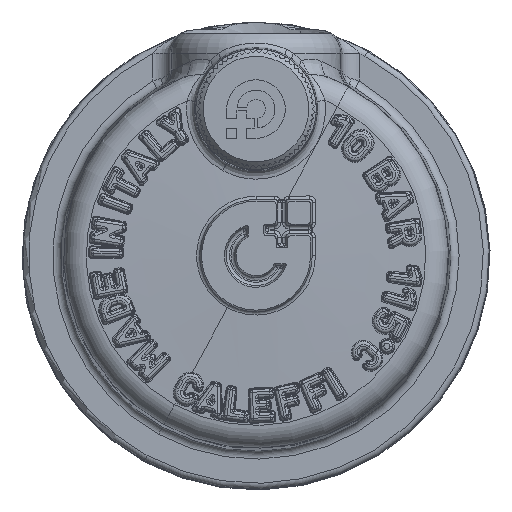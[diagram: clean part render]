
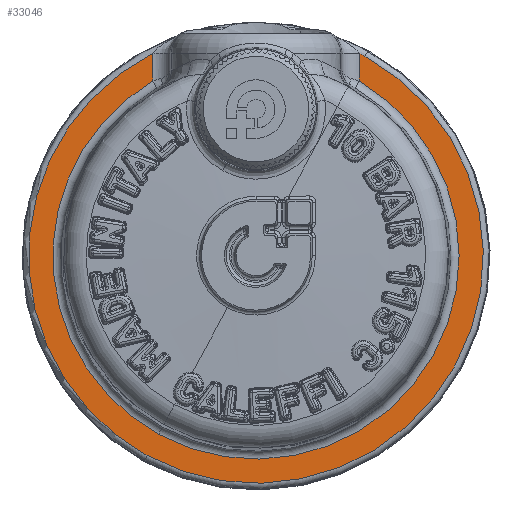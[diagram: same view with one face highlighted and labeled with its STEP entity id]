
A CAD part, top view. The second image highlights one B-rep face of the part: STEP entity #33046.
In plain terms, the highlighted planar face has unit normal (0, 0, 1).
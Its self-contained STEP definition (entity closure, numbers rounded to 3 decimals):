
#32240=CARTESIAN_POINT('Axis2P3D Location',(0.,0.,2.5)) ;
#32244=CARTESIAN_POINT('Vertex',(8.824,17.294,2.5)) ;
#32246=CARTESIAN_POINT('Vertex',(9.308,17.038,2.5)) ;
#32272=CARTESIAN_POINT('Axis2P3D Location',(0.,0.,2.5)) ;
#32276=CARTESIAN_POINT('Vertex',(-9.308,-17.038,2.5)) ;
#32291=CARTESIAN_POINT('Axis2P3D Location',(0.,0.,2.5)) ;
#32295=CARTESIAN_POINT('Vertex',(-8.824,17.294,2.5)) ;
#32935=CARTESIAN_POINT('Vertex',(8.824,14.936,2.5)) ;
#32938=CARTESIAN_POINT('Line Origine',(8.824,-0.695,2.5)) ;
#33013=CARTESIAN_POINT('Axis2P3D Location',(0.,-19.906,2.5)) ;
#33018=CARTESIAN_POINT('Axis2P3D Location',(0.,0.,2.5)) ;
#33022=CARTESIAN_POINT('Vertex',(-8.317,-15.224,2.5)) ;
#33025=CARTESIAN_POINT('Axis2P3D Location',(0.,0.,2.5)) ;
#33029=CARTESIAN_POINT('Vertex',(-8.824,14.936,2.5)) ;
#33032=CARTESIAN_POINT('Line Origine',(-8.824,16.115,2.5)) ;
#32940=VECTOR('Line Direction',#32939,1.) ;
#33034=VECTOR('Line Direction',#33033,1.) ;
#32241=DIRECTION('Axis2P3D Direction',(0.,-0.,-1.)) ;
#32273=DIRECTION('Axis2P3D Direction',(-0.,0.,-1.)) ;
#32292=DIRECTION('Axis2P3D Direction',(0.,-0.,-1.)) ;
#32939=DIRECTION('Vector Direction',(0.,1.,0.)) ;
#33014=DIRECTION('Axis2P3D Direction',(0.,0.,-1.)) ;
#33015=DIRECTION('Axis2P3D XDirection',(1.,0.,0.)) ;
#33019=DIRECTION('Axis2P3D Direction',(0.,0.,-1.)) ;
#33026=DIRECTION('Axis2P3D Direction',(0.,0.,-1.)) ;
#33033=DIRECTION('Vector Direction',(0.,1.,0.)) ;
#32242=AXIS2_PLACEMENT_3D('Circle Axis2P3D',#32240,#32241,$) ;
#32274=AXIS2_PLACEMENT_3D('Circle Axis2P3D',#32272,#32273,$) ;
#32293=AXIS2_PLACEMENT_3D('Circle Axis2P3D',#32291,#32292,$) ;
#33016=AXIS2_PLACEMENT_3D('Plane Axis2P3D',#33013,#33014,#33015) ;
#33020=AXIS2_PLACEMENT_3D('Circle Axis2P3D',#33018,#33019,$) ;
#33027=AXIS2_PLACEMENT_3D('Circle Axis2P3D',#33025,#33026,$) ;
#32941=LINE('Line',#32938,#32940) ;
#33035=LINE('Line',#33032,#33034) ;
#32243=CIRCLE('generated circle',#32242,19.415) ;
#32275=CIRCLE('generated circle',#32274,19.415) ;
#32294=CIRCLE('generated circle',#32293,19.415) ;
#33021=CIRCLE('generated circle',#33020,17.348) ;
#33028=CIRCLE('generated circle',#33027,17.348) ;
#33017=PLANE('',#33016) ;
#32248=EDGE_CURVE('',#32245,#32247,#32243,.T.) ;
#32278=EDGE_CURVE('',#32247,#32277,#32275,.T.) ;
#32297=EDGE_CURVE('',#32277,#32296,#32294,.T.) ;
#32942=EDGE_CURVE('',#32936,#32245,#32941,.T.) ;
#33024=EDGE_CURVE('',#33023,#32936,#33021,.F.) ;
#33031=EDGE_CURVE('',#33030,#33023,#33028,.F.) ;
#33036=EDGE_CURVE('',#32296,#33030,#33035,.F.) ;
#33038=ORIENTED_EDGE('',*,*,#32297,.F.) ;
#33039=ORIENTED_EDGE('',*,*,#32278,.F.) ;
#33040=ORIENTED_EDGE('',*,*,#32248,.F.) ;
#33041=ORIENTED_EDGE('',*,*,#32942,.F.) ;
#33042=ORIENTED_EDGE('',*,*,#33024,.F.) ;
#33043=ORIENTED_EDGE('',*,*,#33031,.F.) ;
#33044=ORIENTED_EDGE('',*,*,#33036,.F.) ;
#33037=EDGE_LOOP('',(#33038,#33039,#33040,#33041,#33042,#33043,#33044)) ;
#32245=VERTEX_POINT('',#32244) ;
#32247=VERTEX_POINT('',#32246) ;
#32277=VERTEX_POINT('',#32276) ;
#32296=VERTEX_POINT('',#32295) ;
#32936=VERTEX_POINT('',#32935) ;
#33023=VERTEX_POINT('',#33022) ;
#33030=VERTEX_POINT('',#33029) ;
#33046=ADVANCED_FACE('PartBody',(#33045),#33017,.F.) ;
#33045=FACE_OUTER_BOUND('',#33037,.T.) ;
